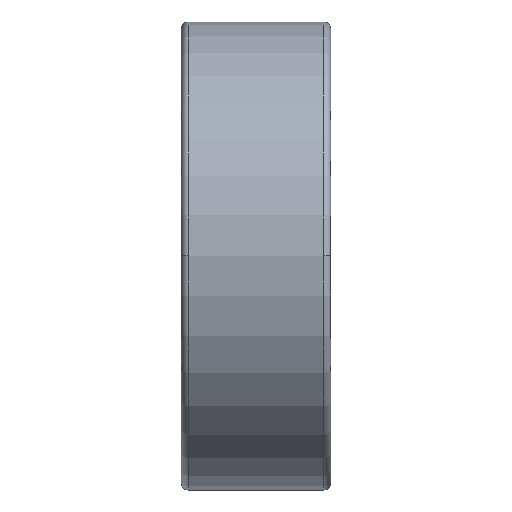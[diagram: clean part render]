
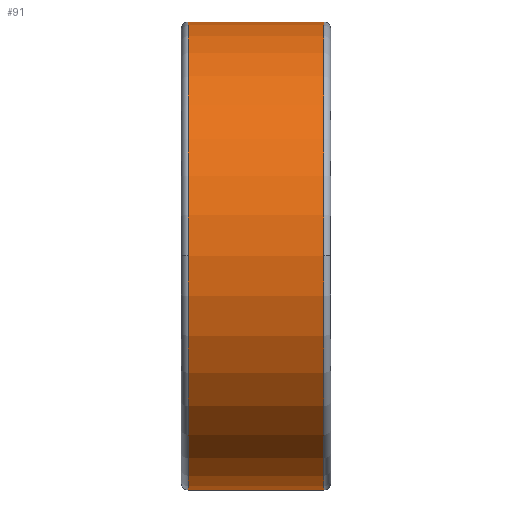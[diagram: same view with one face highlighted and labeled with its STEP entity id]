
A CAD part, top view. The second image highlights one B-rep face of the part: STEP entity #91.
In plain terms, the highlighted cylindrical face has radius 36 mm (diameter 72 mm), a partial arc.
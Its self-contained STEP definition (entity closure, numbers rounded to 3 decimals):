
#91=ADVANCED_FACE('',(#317),#318,.T.);
#317=FACE_OUTER_BOUND('',#837,.T.);
#318=CYLINDRICAL_SURFACE('',#838,36.0);
#837=EDGE_LOOP('',(#1388,#1389,#1390,#1391,#1392,#1393));
#838=AXIS2_PLACEMENT_3D('',#1394,#1395,#1396);
#1388=ORIENTED_EDGE('',*,*,#2973,.F.);
#1389=ORIENTED_EDGE('',*,*,#2951,.T.);
#1390=ORIENTED_EDGE('',*,*,#2974,.T.);
#1391=ORIENTED_EDGE('',*,*,#2975,.F.);
#1392=ORIENTED_EDGE('',*,*,#2976,.F.);
#1393=ORIENTED_EDGE('',*,*,#2969,.F.);
#1394=CARTESIAN_POINT('',(11.5,0.0,0.0));
#1395=DIRECTION('',(1.0,0.0,0.0));
#1396=DIRECTION('',(0.0,1.0,0.0));
#2951=EDGE_CURVE('',#3426,#3424,#3427,.T.);
#2969=EDGE_CURVE('',#3460,#3462,#3463,.T.);
#2973=EDGE_CURVE('',#3426,#3460,#3469,.T.);
#2974=EDGE_CURVE('',#3424,#3470,#3471,.T.);
#2975=EDGE_CURVE('',#3472,#3470,#3473,.T.);
#2976=EDGE_CURVE('',#3462,#3472,#3474,.T.);
#3424=VERTEX_POINT('',#4224);
#3426=VERTEX_POINT('',#4226);
#3427=CIRCLE('',#4227,36.0);
#3460=VERTEX_POINT('',#4264);
#3462=VERTEX_POINT('',#4266);
#3463=CIRCLE('',#4267,36.0);
#3469=LINE('',#4273,#4274);
#3470=VERTEX_POINT('',#4275);
#3471=CIRCLE('',#4276,36.0);
#3472=VERTEX_POINT('',#4277);
#3473=LINE('',#4278,#4279);
#3474=CIRCLE('',#4280,36.0);
#4224=CARTESIAN_POINT('',(1.1,0.,36.0));
#4226=CARTESIAN_POINT('',(1.1,36.0,0.0));
#4227=AXIS2_PLACEMENT_3D('',#7255,#7256,#7257);
#4264=CARTESIAN_POINT('',(21.9,36.0,0.0));
#4266=CARTESIAN_POINT('',(21.9,0.,36.0));
#4267=AXIS2_PLACEMENT_3D('',#7301,#7302,#7303);
#4273=CARTESIAN_POINT('',(11.5,36.0,0.));
#4274=VECTOR('',#7313,1.0);
#4275=CARTESIAN_POINT('',(1.1,-36.0,0.));
#4276=AXIS2_PLACEMENT_3D('',#7314,#7315,#7316);
#4277=CARTESIAN_POINT('',(21.9,-36.0,0.));
#4278=CARTESIAN_POINT('',(11.5,-36.0,0.));
#4279=VECTOR('',#7317,1.0);
#4280=AXIS2_PLACEMENT_3D('',#7318,#7319,#7320);
#7255=CARTESIAN_POINT('',(1.1,0.0,0.0));
#7256=DIRECTION('',(1.0,0.0,0.0));
#7257=DIRECTION('',(0.0,1.0,0.0));
#7301=CARTESIAN_POINT('',(21.9,0.0,0.0));
#7302=DIRECTION('',(1.0,0.0,0.0));
#7303=DIRECTION('',(0.0,1.0,0.0));
#7313=DIRECTION('',(1.0,0.0,0.0));
#7314=CARTESIAN_POINT('',(1.1,0.0,0.0));
#7315=DIRECTION('',(1.0,0.0,0.0));
#7316=DIRECTION('',(0.0,1.0,0.0));
#7317=DIRECTION('',(-1.0,-0.0,-0.0));
#7318=CARTESIAN_POINT('',(21.9,0.0,0.0));
#7319=DIRECTION('',(1.0,0.0,0.0));
#7320=DIRECTION('',(0.0,1.0,0.0));
